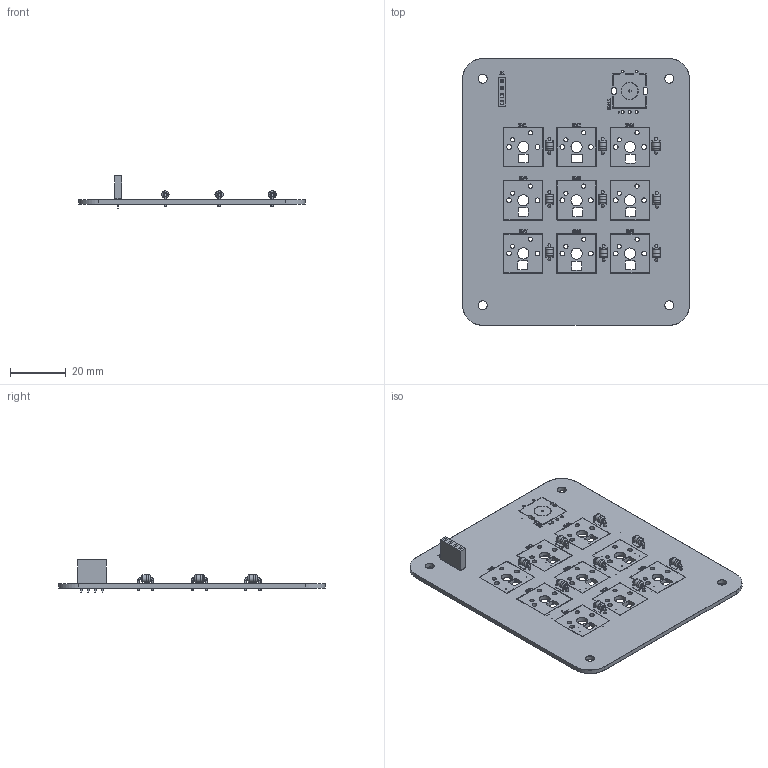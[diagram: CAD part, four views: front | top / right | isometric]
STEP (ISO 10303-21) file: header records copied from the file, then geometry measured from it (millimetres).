
FILE_DESCRIPTION(('KiCad electronic assembly'),'2;1');
FILE_NAME('CopyPAD.step','2025-06-04T21:25:48',('Pcbnew'),('Kicad'), 'Open CASCADE STEP processor 7.8','KiCad to STEP converter','Unknown' );
FILE_SCHEMA(('AUTOMOTIVE_DESIGN { 1 0 10303 214 1 1 1 1 }'));
Length unit declared in the file: millimetre
Products named in the file (6): CopyPAD 1; D_T-1_P5.08mm_Horizontal; PinSocket_1x04_P2.54mm_Vertical; CopyPAD_silkscreen; CopyPAD_soldermask; CopyPAD_PCB
Assembly tree (13 placements, depth 2):
  CopyPAD 1
    D_T-1_P5.08mm_Horizontal  x9
    PinSocket_1x04_P2.54mm_Vertical
    CopyPAD_silkscreen
    CopyPAD_soldermask
    CopyPAD_PCB
Bounding box: 80.96 x 95.25 x 11.6 mm (x, y, z)
Volume: 11435 mm3; surface area: 31624.3 mm2
Topology: 11 solids, 71 shells, 719 faces, 3326 edges, 2733 vertices
Faces by surface type: plane 517, cylinder 166, torus 36
Full cylindrical faces by diameter (mm): 0.3 x28, 0.7 x36, 1 x27, 1.5 x18, 1.7 x18, 2.6 x9, 2.62 x9, 3.2 x4, 4 x9
Entity records: 34171 total; most frequent: CARTESIAN_POINT 6344, DIRECTION 5133, ORIENTED_EDGE 4644, EDGE_CURVE 3126, VERTEX_POINT 2613, LINE 2329, VECTOR 2329, AXIS2_PLACEMENT_3D 1402
